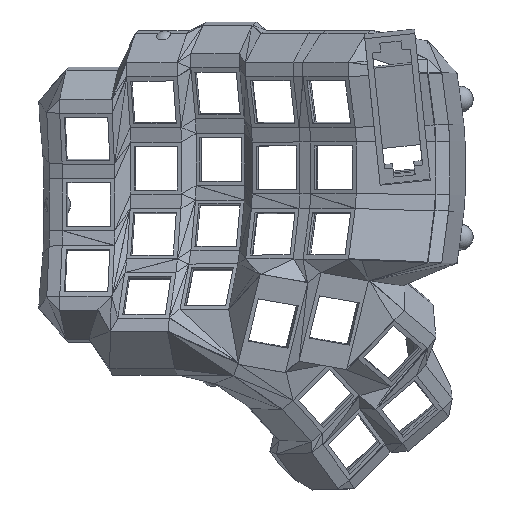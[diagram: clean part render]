
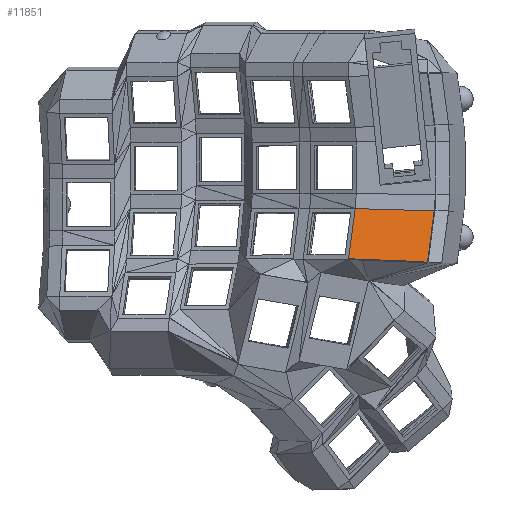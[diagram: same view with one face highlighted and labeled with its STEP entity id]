
A CAD part, top view. The second image highlights one B-rep face of the part: STEP entity #11851.
In plain terms, the highlighted planar face has unit normal (-0.016, 0.228, 0.974).
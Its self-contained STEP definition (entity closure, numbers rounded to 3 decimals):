
#4007 = PLANE('',#4008);
#4008 = AXIS2_PLACEMENT_3D('',#4009,#4010,#4011);
#4009 = CARTESIAN_POINT('',(76.344,-9.868,
    41.667));
#4010 = DIRECTION('',(-0.02,0.115,0.993)
  );
#4011 = DIRECTION('',(0.,-0.993,0.115));
#5936 = VERTEX_POINT('',#5937);
#5937 = CARTESIAN_POINT('',(64.261,-13.319,
    41.82));
#5965 = VERTEX_POINT('',#5966);
#5966 = CARTESIAN_POINT('',(90.118,-14.061,
    42.429));
#5992 = EDGE_CURVE('',#5965,#5936,#5993,.T.);
#5993 = SURFACE_CURVE('',#5994,(#5998,#6005),.PCURVE_S1.);
#5994 = LINE('',#5995,#5996);
#5995 = CARTESIAN_POINT('',(90.118,-14.061,
    42.429));
#5996 = VECTOR('',#5997,1.);
#5997 = DIRECTION('',(-0.999,0.029,
    -0.024));
#5998 = PCURVE('',#4007,#5999);
#5999 = DEFINITIONAL_REPRESENTATION('',(#6000),#6004);
#6000 = LINE('',#6001,#6002);
#6001 = CARTESIAN_POINT('',(4.253,13.777));
#6002 = VECTOR('',#6003,1.);
#6003 = DIRECTION('',(-0.031,-1.));
#6004 = ( GEOMETRIC_REPRESENTATION_CONTEXT(2) 
PARAMETRIC_REPRESENTATION_CONTEXT() REPRESENTATION_CONTEXT('2D SPACE',''
  ) );
#6005 = PCURVE('',#6006,#6011);
#6006 = PLANE('',#6007);
#6007 = AXIS2_PLACEMENT_3D('',#6008,#6009,#6010);
#6008 = CARTESIAN_POINT('',(72.605,-24.858,
    44.664));
#6009 = DIRECTION('',(-0.016,0.228,0.974)
  );
#6010 = DIRECTION('',(0.,-0.974,0.228));
#6011 = DEFINITIONAL_REPRESENTATION('',(#6012),#6016);
#6012 = LINE('',#6013,#6014);
#6013 = CARTESIAN_POINT('',(-11.022,17.516));
#6014 = VECTOR('',#6015,1.);
#6015 = DIRECTION('',(-0.033,-0.999));
#6016 = ( GEOMETRIC_REPRESENTATION_CONTEXT(2) 
PARAMETRIC_REPRESENTATION_CONTEXT() REPRESENTATION_CONTEXT('2D SPACE',''
  ) );
#11812 = PLANE('',#11813);
#11813 = AXIS2_PLACEMENT_3D('',#11814,#11815,#11816);
#11814 = CARTESIAN_POINT('',(89.036,-22.513,
    44.39));
#11815 = DIRECTION('',(0.,-0.226,
    -0.974));
#11816 = DIRECTION('',(0.,0.974,-0.226
    ));
#11851 = ADVANCED_FACE('',(#11852),#6006,.T.);
#11852 = FACE_BOUND('',#11853,.F.);
#11853 = EDGE_LOOP('',(#11854,#11855,#11878,#11906,#11934));
#11854 = ORIENTED_EDGE('',*,*,#5992,.F.);
#11855 = ORIENTED_EDGE('',*,*,#11856,.T.);
#11856 = EDGE_CURVE('',#5965,#11857,#11859,.T.);
#11857 = VERTEX_POINT('',#11858);
#11858 = CARTESIAN_POINT('',(87.868,-30.859,
    46.327));
#11859 = SURFACE_CURVE('',#11860,(#11864,#11871),.PCURVE_S1.);
#11860 = LINE('',#11861,#11862);
#11861 = CARTESIAN_POINT('',(90.118,-14.061,
    42.429));
#11862 = VECTOR('',#11863,1.);
#11863 = DIRECTION('',(-0.129,-0.966,0.224));
#11864 = PCURVE('',#6006,#11865);
#11865 = DEFINITIONAL_REPRESENTATION('',(#11866),#11870);
#11866 = LINE('',#11867,#11868);
#11867 = CARTESIAN_POINT('',(-11.022,17.516));
#11868 = VECTOR('',#11869,1.);
#11869 = DIRECTION('',(0.992,-0.129));
#11870 = ( GEOMETRIC_REPRESENTATION_CONTEXT(2) 
PARAMETRIC_REPRESENTATION_CONTEXT() REPRESENTATION_CONTEXT('2D SPACE',''
  ) );
#11871 = PCURVE('',#11812,#11872);
#11872 = DEFINITIONAL_REPRESENTATION('',(#11873),#11877);
#11873 = LINE('',#11874,#11875);
#11874 = CARTESIAN_POINT('',(8.676,1.082));
#11875 = VECTOR('',#11876,1.);
#11876 = DIRECTION('',(-0.992,-0.129));
#11877 = ( GEOMETRIC_REPRESENTATION_CONTEXT(2) 
PARAMETRIC_REPRESENTATION_CONTEXT() REPRESENTATION_CONTEXT('2D SPACE',''
  ) );
#11878 = ORIENTED_EDGE('',*,*,#11879,.F.);
#11879 = EDGE_CURVE('',#11880,#11857,#11882,.T.);
#11880 = VERTEX_POINT('',#11881);
#11881 = CARTESIAN_POINT('',(80.612,-30.47,
    46.114));
#11882 = SURFACE_CURVE('',#11883,(#11887,#11894),.PCURVE_S1.);
#11883 = LINE('',#11884,#11885);
#11884 = CARTESIAN_POINT('',(75.915,-30.219,
    45.976));
#11885 = VECTOR('',#11886,1.);
#11886 = DIRECTION('',(0.998,-0.053,
    0.029));
#11887 = PCURVE('',#6006,#11888);
#11888 = DEFINITIONAL_REPRESENTATION('',(#11889),#11893);
#11889 = LINE('',#11890,#11891);
#11890 = CARTESIAN_POINT('',(5.519,3.31));
#11891 = VECTOR('',#11892,1.);
#11892 = DIRECTION('',(0.059,0.998));
#11893 = ( GEOMETRIC_REPRESENTATION_CONTEXT(2) 
PARAMETRIC_REPRESENTATION_CONTEXT() REPRESENTATION_CONTEXT('2D SPACE',''
  ) );
#11894 = PCURVE('',#11895,#11900);
#11895 = PLANE('',#11896);
#11896 = AXIS2_PLACEMENT_3D('',#11897,#11898,#11899);
#11897 = CARTESIAN_POINT('',(79.525,-30.472,
    46.362));
#11898 = DIRECTION('',(0.046,0.977,0.208)
  );
#11899 = DIRECTION('',(0.,0.208,-0.978));
#11900 = DEFINITIONAL_REPRESENTATION('',(#11901),#11905);
#11901 = LINE('',#11902,#11903);
#11902 = CARTESIAN_POINT('',(0.43,3.614));
#11903 = VECTOR('',#11904,1.);
#11904 = DIRECTION('',(-0.04,-0.999));
#11905 = ( GEOMETRIC_REPRESENTATION_CONTEXT(2) 
PARAMETRIC_REPRESENTATION_CONTEXT() REPRESENTATION_CONTEXT('2D SPACE',''
  ) );
#11906 = ORIENTED_EDGE('',*,*,#11907,.T.);
#11907 = EDGE_CURVE('',#11880,#11908,#11910,.T.);
#11908 = VERTEX_POINT('',#11909);
#11909 = CARTESIAN_POINT('',(62.061,-29.74,
    45.631));
#11910 = SURFACE_CURVE('',#11911,(#11915,#11922),.PCURVE_S1.);
#11911 = LINE('',#11912,#11913);
#11912 = CARTESIAN_POINT('',(74.813,-30.242,
    45.963));
#11913 = VECTOR('',#11914,1.);
#11914 = DIRECTION('',(-0.999,0.039,
    -0.026));
#11915 = PCURVE('',#6006,#11916);
#11916 = DEFINITIONAL_REPRESENTATION('',(#11917),#11921);
#11917 = LINE('',#11918,#11919);
#11918 = CARTESIAN_POINT('',(5.539,2.209));
#11919 = VECTOR('',#11920,1.);
#11920 = DIRECTION('',(-0.044,-0.999));
#11921 = ( GEOMETRIC_REPRESENTATION_CONTEXT(2) 
PARAMETRIC_REPRESENTATION_CONTEXT() REPRESENTATION_CONTEXT('2D SPACE',''
  ) );
#11922 = PCURVE('',#11923,#11928);
#11923 = PLANE('',#11924);
#11924 = AXIS2_PLACEMENT_3D('',#11925,#11926,#11927);
#11925 = CARTESIAN_POINT('',(77.267,-30.327,
    45.846));
#11926 = DIRECTION('',(-0.038,-0.997,
    -0.066));
#11927 = DIRECTION('',(0.,-0.066,0.998));
#11928 = DEFINITIONAL_REPRESENTATION('',(#11929),#11933);
#11929 = LINE('',#11930,#11931);
#11930 = CARTESIAN_POINT('',(0.111,2.456));
#11931 = VECTOR('',#11932,1.);
#11932 = DIRECTION('',(-0.029,1.));
#11933 = ( GEOMETRIC_REPRESENTATION_CONTEXT(2) 
PARAMETRIC_REPRESENTATION_CONTEXT() REPRESENTATION_CONTEXT('2D SPACE',''
  ) );
#11934 = ORIENTED_EDGE('',*,*,#11935,.F.);
#11935 = EDGE_CURVE('',#5936,#11908,#11936,.T.);
#11936 = SURFACE_CURVE('',#11937,(#11941,#11948),.PCURVE_S1.);
#11937 = LINE('',#11938,#11939);
#11938 = CARTESIAN_POINT('',(64.261,-13.319,
    41.82));
#11939 = VECTOR('',#11940,1.);
#11940 = DIRECTION('',(-0.129,-0.966,0.224));
#11941 = PCURVE('',#6006,#11942);
#11942 = DEFINITIONAL_REPRESENTATION('',(#11943),#11947);
#11943 = LINE('',#11944,#11945);
#11944 = CARTESIAN_POINT('',(-11.883,-8.345));
#11945 = VECTOR('',#11946,1.);
#11946 = DIRECTION('',(0.992,-0.129));
#11947 = ( GEOMETRIC_REPRESENTATION_CONTEXT(2) 
PARAMETRIC_REPRESENTATION_CONTEXT() REPRESENTATION_CONTEXT('2D SPACE',''
  ) );
#11948 = PCURVE('',#11949,#11954);
#11949 = PLANE('',#11950);
#11950 = AXIS2_PLACEMENT_3D('',#11951,#11952,#11953);
#11951 = CARTESIAN_POINT('',(62.035,-29.933,
    45.675));
#11952 = DIRECTION('',(-0.483,0.259,0.837));
#11953 = DIRECTION('',(0.866,0.,0.5));
#11954 = DEFINITIONAL_REPRESENTATION('',(#11955),#11959);
#11955 = LINE('',#11956,#11957);
#11956 = CARTESIAN_POINT('',(0.,17.2));
#11957 = VECTOR('',#11958,1.);
#11958 = DIRECTION('',(0.,-1.));
#11959 = ( GEOMETRIC_REPRESENTATION_CONTEXT(2) 
PARAMETRIC_REPRESENTATION_CONTEXT() REPRESENTATION_CONTEXT('2D SPACE',''
  ) );
